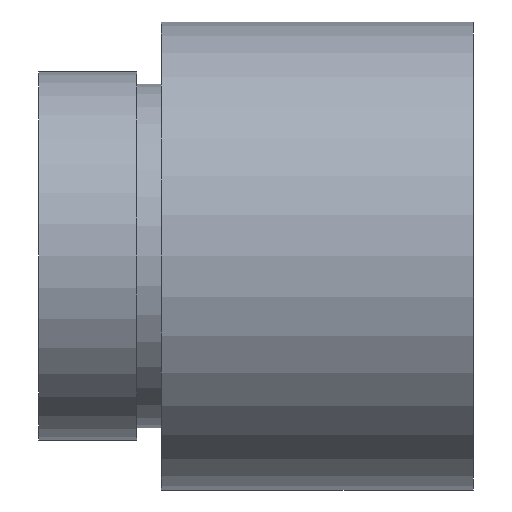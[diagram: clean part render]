
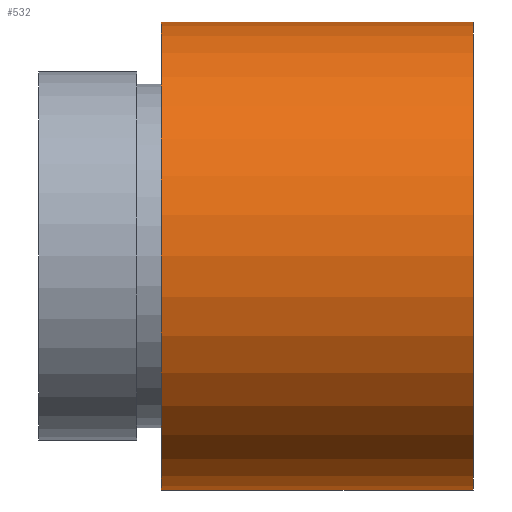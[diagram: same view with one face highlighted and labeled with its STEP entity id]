
A CAD part, left-side view. The second image highlights one B-rep face of the part: STEP entity #532.
In plain terms, the highlighted cylindrical face has radius 9.525 mm (diameter 19.05 mm), a partial arc.
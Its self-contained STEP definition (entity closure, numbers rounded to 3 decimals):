
#11 = FACE_OUTER_BOUND ( 'NONE', #300, .T. ) ;
#21 = CIRCLE ( 'NONE', #111, 9.525 ) ;
#99 = ORIENTED_EDGE ( 'NONE', *, *, #240, .T. ) ;
#108 = ORIENTED_EDGE ( 'NONE', *, *, #636, .F. ) ;
#111 = AXIS2_PLACEMENT_3D ( 'NONE', #321, #619, #442 ) ;
#141 = CARTESIAN_POINT ( 'NONE',  ( 0., 12.7, 9.525 ) ) ;
#177 = VERTEX_POINT ( 'NONE', #198 ) ;
#198 = CARTESIAN_POINT ( 'NONE',  ( 0., 0., 9.525 ) ) ;
#225 = CARTESIAN_POINT ( 'NONE',  ( 0., 161.376, 0. ) ) ;
#240 = EDGE_CURVE ( 'NONE', #293, #177, #21, .T. ) ;
#259 = ORIENTED_EDGE ( 'NONE', *, *, #283, .T. ) ;
#276 = DIRECTION ( 'NONE',  ( 0., 1., 0. ) ) ;
#282 = DIRECTION ( 'NONE',  ( 0., 0., 1. ) ) ;
#283 = EDGE_CURVE ( 'NONE', #177, #633, #565, .T. ) ;
#293 = VERTEX_POINT ( 'NONE', #446 ) ;
#300 = EDGE_LOOP ( 'NONE', ( #108, #99, #259, #495 ) ) ;
#303 = CIRCLE ( 'NONE', #508, 9.525 ) ;
#321 = CARTESIAN_POINT ( 'NONE',  ( 0., 0., 0. ) ) ;
#331 = VECTOR ( 'NONE', #594, 1000. ) ;
#339 = CARTESIAN_POINT ( 'NONE',  ( 0., 12.7, -9.525 ) ) ;
#358 = CARTESIAN_POINT ( 'NONE',  ( 0., 161.376, -9.525 ) ) ;
#379 = AXIS2_PLACEMENT_3D ( 'NONE', #225, #681, #282 ) ;
#429 = LINE ( 'NONE', #358, #331 ) ;
#431 = VECTOR ( 'NONE', #276, 1000. ) ;
#442 = DIRECTION ( 'NONE',  ( 0., 0., 1. ) ) ;
#446 = CARTESIAN_POINT ( 'NONE',  ( 0., 0., -9.525 ) ) ;
#495 = ORIENTED_EDGE ( 'NONE', *, *, #699, .F. ) ;
#508 = AXIS2_PLACEMENT_3D ( 'NONE', #597, #601, #654 ) ;
#532 = ADVANCED_FACE ( 'NONE', ( #11 ), #691, .T. ) ;
#545 = VERTEX_POINT ( 'NONE', #339 ) ;
#565 = LINE ( 'NONE', #674, #431 ) ;
#594 = DIRECTION ( 'NONE',  ( 0., 1., 0. ) ) ;
#597 = CARTESIAN_POINT ( 'NONE',  ( 0., 12.7, 0. ) ) ;
#601 = DIRECTION ( 'NONE',  ( 0., 1., 0. ) ) ;
#619 = DIRECTION ( 'NONE',  ( 0., 1., 0. ) ) ;
#633 = VERTEX_POINT ( 'NONE', #141 ) ;
#636 = EDGE_CURVE ( 'NONE', #293, #545, #429, .T. ) ;
#654 = DIRECTION ( 'NONE',  ( 0., 0., 1. ) ) ;
#674 = CARTESIAN_POINT ( 'NONE',  ( 0., 161.376, 9.525 ) ) ;
#681 = DIRECTION ( 'NONE',  ( 0., 1., 0. ) ) ;
#691 = CYLINDRICAL_SURFACE ( 'NONE', #379, 9.525 ) ;
#699 = EDGE_CURVE ( 'NONE', #545, #633, #303, .T. ) ;
